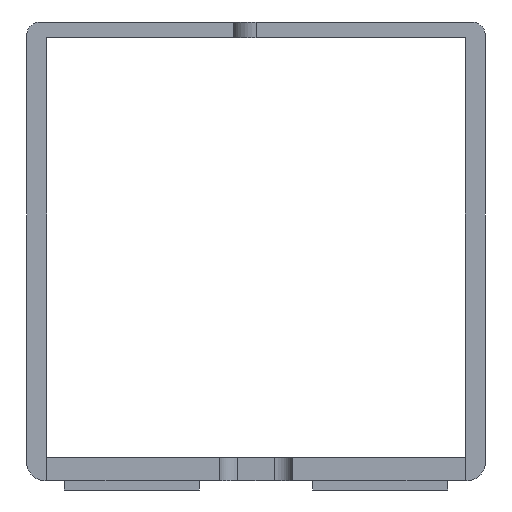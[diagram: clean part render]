
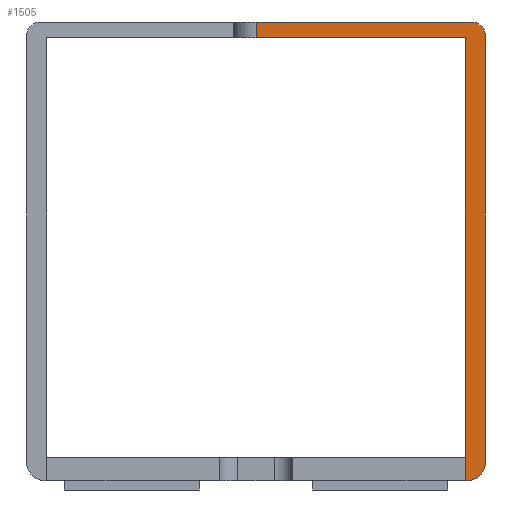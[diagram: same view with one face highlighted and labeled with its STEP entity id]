
A CAD part, left-side view. The second image highlights one B-rep face of the part: STEP entity #1505.
In plain terms, the highlighted planar face has unit normal (-1, 0, 0).
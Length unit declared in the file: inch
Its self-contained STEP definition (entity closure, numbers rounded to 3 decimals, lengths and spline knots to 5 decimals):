
#523=FACE_OUTER_BOUND('',#3305,.T.);
#1505=ADVANCED_FACE('',(#523),#2487,.T.);
#2487=PLANE('',#19442);
#3305=EDGE_LOOP('',(#6006,#6007,#6008,#6009,#6010,#6011,#6012,#6013,#6014));
#4362=CIRCLE('',#19440,0.07874);
#4363=CIRCLE('',#19441,0.05906);
#6006=ORIENTED_EDGE('',*,*,#13157,.F.);
#6007=ORIENTED_EDGE('',*,*,#13158,.T.);
#6008=ORIENTED_EDGE('',*,*,#13159,.F.);
#6009=ORIENTED_EDGE('',*,*,#13156,.F.);
#6010=ORIENTED_EDGE('',*,*,#13147,.F.);
#6011=ORIENTED_EDGE('',*,*,#12656,.T.);
#6012=ORIENTED_EDGE('',*,*,#13160,.T.);
#6013=ORIENTED_EDGE('',*,*,#13161,.T.);
#6014=ORIENTED_EDGE('',*,*,#13162,.T.);
#10864=VERTEX_POINT('',#27164);
#10865=VERTEX_POINT('',#27166);
#11026=VERTEX_POINT('',#27489);
#11194=VERTEX_POINT('',#28081);
#11196=VERTEX_POINT('',#28087);
#11197=VERTEX_POINT('',#28088);
#11198=VERTEX_POINT('',#28090);
#11199=VERTEX_POINT('',#28093);
#11200=VERTEX_POINT('',#28095);
#12656=EDGE_CURVE('',#10865,#10864,#15342,.T.);
#13147=EDGE_CURVE('',#10865,#11026,#15751,.T.);
#13156=EDGE_CURVE('',#11026,#11194,#15760,.T.);
#13157=EDGE_CURVE('',#11196,#11197,#15761,.T.);
#13158=EDGE_CURVE('',#11196,#11198,#15762,.T.);
#13159=EDGE_CURVE('',#11194,#11198,#15763,.T.);
#13160=EDGE_CURVE('',#10864,#11199,#4362,.T.);
#13161=EDGE_CURVE('',#11199,#11200,#15764,.T.);
#13162=EDGE_CURVE('',#11200,#11197,#4363,.T.);
#15342=LINE('',#27165,#17466);
#15751=LINE('',#28068,#17875);
#15760=LINE('',#28084,#17884);
#15761=LINE('',#28086,#17885);
#15762=LINE('',#28089,#17886);
#15763=LINE('',#28091,#17887);
#15764=LINE('',#28094,#17888);
#17466=VECTOR('',#21383,1.);
#17875=VECTOR('',#22122,1.);
#17884=VECTOR('',#22141,1.);
#17885=VECTOR('',#22144,1.);
#17886=VECTOR('',#22145,1.);
#17887=VECTOR('',#22146,1.);
#17888=VECTOR('',#22149,1.);
#19440=AXIS2_PLACEMENT_3D('',#28092,#22147,#22148);
#19441=AXIS2_PLACEMENT_3D('',#28096,#22150,#22151);
#19442=AXIS2_PLACEMENT_3D('',#28097,#22152,#22153);
#21383=DIRECTION('',(0.,-1.,0.));
#22122=DIRECTION('',(0.,0.,1.));
#22141=DIRECTION('',(0.,0.,1.));
#22144=DIRECTION('',(0.,-1.,0.));
#22145=DIRECTION('',(0.,0.,-1.));
#22146=DIRECTION('',(0.,1.,0.));
#22147=DIRECTION('',(-1.,0.,0.));
#22148=DIRECTION('',(0.,0.,1.));
#22149=DIRECTION('',(0.,0.,1.));
#22150=DIRECTION('',(-1.,0.,0.));
#22151=DIRECTION('',(0.,0.,1.));
#22152=DIRECTION('',(-1.,0.,0.));
#22153=DIRECTION('',(0.,0.,1.));
#27164=CARTESIAN_POINT('',(0.02461,-0.00787,0.));
#27165=CARTESIAN_POINT('',(0.02461,-0.08661,0.));
#27166=CARTESIAN_POINT('',(0.02461,0.,0.));
#27489=CARTESIAN_POINT('',(0.02461,0.,0.09921));
#28068=CARTESIAN_POINT('',(0.02461,0.,0.));
#28081=CARTESIAN_POINT('',(0.02461,0.,1.90157));
#28084=CARTESIAN_POINT('',(0.02461,0.,0.));
#28086=CARTESIAN_POINT('',(0.02461,-0.08661,1.9685));
#28087=CARTESIAN_POINT('',(0.02461,0.89764,1.9685));
#28088=CARTESIAN_POINT('',(0.02461,-0.02756,1.9685));
#28089=CARTESIAN_POINT('',(0.02461,0.89764,0.));
#28090=CARTESIAN_POINT('',(0.02461,0.89764,1.90157));
#28091=CARTESIAN_POINT('',(0.02461,0.99606,1.90157));
#28092=CARTESIAN_POINT('',(0.02461,-0.00787,0.07874));
#28093=CARTESIAN_POINT('',(0.02461,-0.08661,0.07874));
#28094=CARTESIAN_POINT('',(0.02461,-0.08661,0.));
#28095=CARTESIAN_POINT('',(0.02461,-0.08661,1.90945));
#28096=CARTESIAN_POINT('',(0.02461,-0.02756,1.90945));
#28097=CARTESIAN_POINT('',(0.02461,0.,0.));
